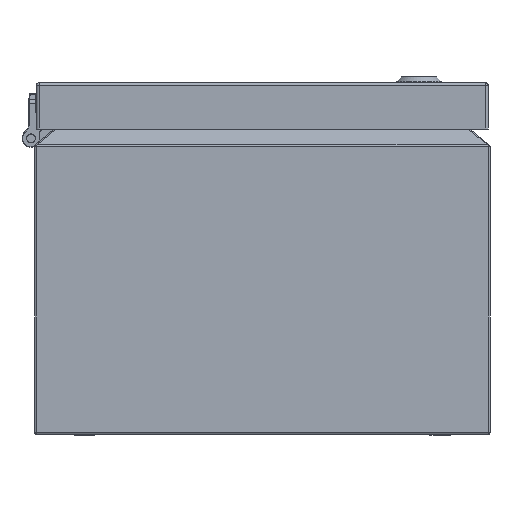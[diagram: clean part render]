
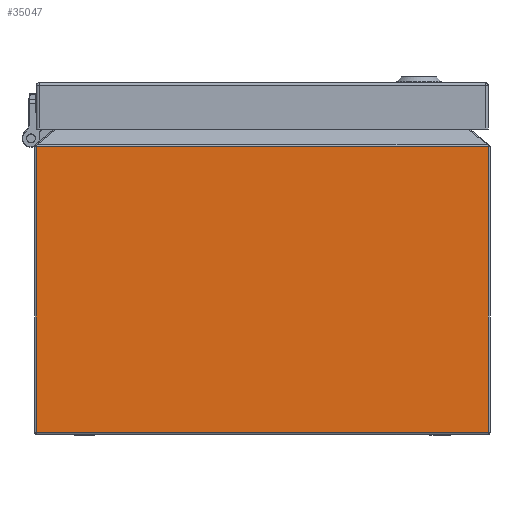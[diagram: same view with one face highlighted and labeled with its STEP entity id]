
A CAD part, front view. The second image highlights one B-rep face of the part: STEP entity #35047.
In plain terms, the highlighted planar face has unit normal (0, -1, 0).
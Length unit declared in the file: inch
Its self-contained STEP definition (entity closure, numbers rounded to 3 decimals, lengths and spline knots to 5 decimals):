
#98 = CARTESIAN_POINT ( 'NONE',  ( -3.97, -4.9996, 0.05 ) ) ;
#821 = DIRECTION ( 'NONE',  ( 1., 0., 0. ) ) ;
#1543 = LINE ( 'NONE', #41013, #22423 ) ;
#2478 = PLANE ( 'NONE',  #24289 ) ;
#3647 = VERTEX_POINT ( 'NONE', #40094 ) ;
#4649 = EDGE_CURVE ( 'NONE', #21212, #42440, #19634, .T. ) ;
#8831 = ORIENTED_EDGE ( 'NONE', *, *, #4649, .T. ) ;
#14336 = ORIENTED_EDGE ( 'NONE', *, *, #43529, .T. ) ;
#14890 = ORIENTED_EDGE ( 'NONE', *, *, #16943, .F. ) ;
#16943 = EDGE_CURVE ( 'NONE', #45183, #42440, #30076, .T. ) ;
#17976 = DIRECTION ( 'NONE',  ( 0., 0., 1. ) ) ;
#18985 = LINE ( 'NONE', #41673, #43184 ) ;
#19213 = ORIENTED_EDGE ( 'NONE', *, *, #23212, .T. ) ;
#19634 = LINE ( 'NONE', #35683, #38613 ) ;
#20775 = VECTOR ( 'NONE', #22441, 39.37008 ) ;
#21212 = VERTEX_POINT ( 'NONE', #98 ) ;
#21549 = FACE_OUTER_BOUND ( 'NONE', #29082, .T. ) ;
#22423 = VECTOR ( 'NONE', #48139, 39.37008 ) ;
#22441 = DIRECTION ( 'NONE',  ( 0., 0., -1. ) ) ;
#23212 = EDGE_CURVE ( 'NONE', #3647, #21212, #1543, .T. ) ;
#24289 = AXIS2_PLACEMENT_3D ( 'NONE', #25125, #41183, #17976 ) ;
#25125 = CARTESIAN_POINT ( 'NONE',  ( -3.97, -4.9996, 5.08543 ) ) ;
#28498 = CARTESIAN_POINT ( 'NONE',  ( 3.97, -4.9996, 0.05 ) ) ;
#29082 = EDGE_LOOP ( 'NONE', ( #14890, #14336, #19213, #8831 ) ) ;
#30076 = LINE ( 'NONE', #45114, #20775 ) ;
#35047 = ADVANCED_FACE ( 'NONE', ( #21549 ), #2478, .F. ) ;
#35683 = CARTESIAN_POINT ( 'NONE',  ( -3.97, -4.9996, 0.05 ) ) ;
#38613 = VECTOR ( 'NONE', #821, 39.37008 ) ;
#40094 = CARTESIAN_POINT ( 'NONE',  ( -3.97, -4.9996, 5.06185 ) ) ;
#41013 = CARTESIAN_POINT ( 'NONE',  ( -3.97, -4.9996, 5.08543 ) ) ;
#41183 = DIRECTION ( 'NONE',  ( 0., 1., 0. ) ) ;
#41673 = CARTESIAN_POINT ( 'NONE',  ( -3.97, -4.9996, 5.06185 ) ) ;
#42440 = VERTEX_POINT ( 'NONE', #28498 ) ;
#43151 = CARTESIAN_POINT ( 'NONE',  ( 3.97, -4.9996, 5.06185 ) ) ;
#43184 = VECTOR ( 'NONE', #49313, 39.37008 ) ;
#43529 = EDGE_CURVE ( 'NONE', #45183, #3647, #18985, .T. ) ;
#45114 = CARTESIAN_POINT ( 'NONE',  ( 3.97, -4.9996, 5.08543 ) ) ;
#45183 = VERTEX_POINT ( 'NONE', #43151 ) ;
#48139 = DIRECTION ( 'NONE',  ( 0., 0., -1. ) ) ;
#49313 = DIRECTION ( 'NONE',  ( -1., 0., 0. ) ) ;
